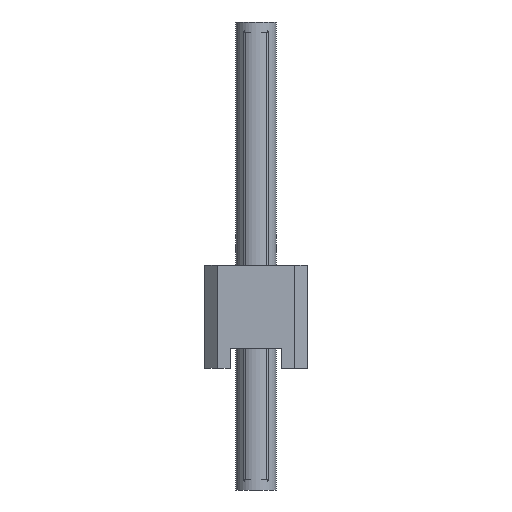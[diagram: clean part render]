
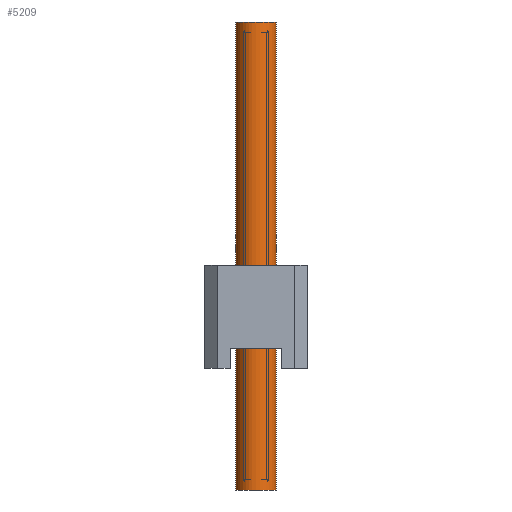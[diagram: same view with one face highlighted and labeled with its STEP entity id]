
A CAD part, left-side view. The second image highlights one B-rep face of the part: STEP entity #5209.
In plain terms, the highlighted cylindrical face has radius 0.5 mm (diameter 1 mm), a full revolution.
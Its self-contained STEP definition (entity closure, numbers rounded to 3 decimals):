
#2956=ORIENTED_EDGE('',*,*,#3696,.F.);
#2957=ORIENTED_EDGE('',*,*,#3697,.T.);
#3696=EDGE_CURVE('',#4190,#4190,#4320,.T.);
#3697=EDGE_CURVE('',#4191,#4191,#4321,.T.);
#4190=VERTEX_POINT('',#8567);
#4191=VERTEX_POINT('',#8569);
#4320=CIRCLE('',#5641,0.5);
#4321=CIRCLE('',#5642,0.5);
#4604=EDGE_LOOP('',(#2956));
#4605=EDGE_LOOP('',(#2957));
#4888=FACE_BOUND('',#4604,.T.);
#4889=FACE_BOUND('',#4605,.T.);
#4958=CYLINDRICAL_SURFACE('',#5640,0.5);
#5209=ADVANCED_FACE('',(#4888,#4889),#4958,.F.);
#5640=AXIS2_PLACEMENT_3D('',#8565,#7045,#7046);
#5641=AXIS2_PLACEMENT_3D('',#8566,#7047,#7048);
#5642=AXIS2_PLACEMENT_3D('',#8568,#7049,#7050);
#7045=DIRECTION('',(0.,0.,1.));
#7046=DIRECTION('',(1.,0.,0.));
#7047=DIRECTION('',(0.,0.,-1.));
#7048=DIRECTION('',(1.,0.,0.));
#7049=DIRECTION('',(0.,0.,-1.));
#7050=DIRECTION('',(1.,0.,0.));
#8565=CARTESIAN_POINT('',(0.,0.,0.));
#8566=CARTESIAN_POINT('',(0.,0.,11.54));
#8567=CARTESIAN_POINT('',(0.5,0.,11.54));
#8568=CARTESIAN_POINT('',(0.,0.,0.));
#8569=CARTESIAN_POINT('',(0.5,0.,0.));
